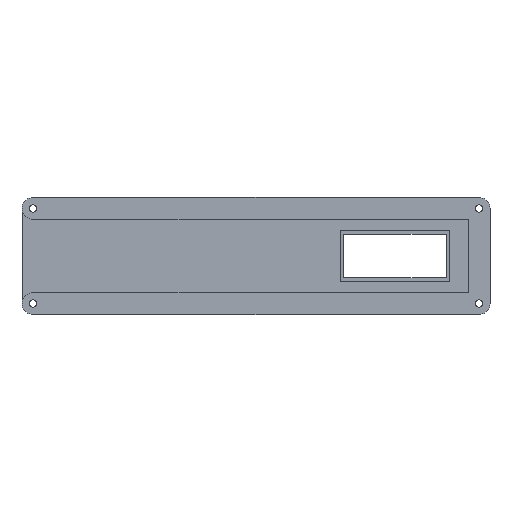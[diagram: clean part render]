
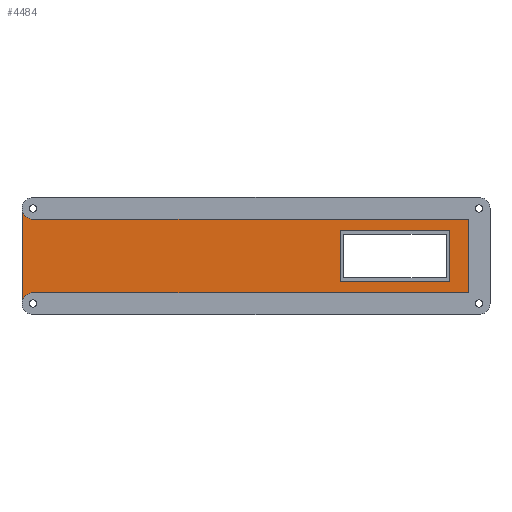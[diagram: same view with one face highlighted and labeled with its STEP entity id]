
A CAD part, front view. The second image highlights one B-rep face of the part: STEP entity #4484.
In plain terms, the highlighted planar face has unit normal (0, -1, 0).
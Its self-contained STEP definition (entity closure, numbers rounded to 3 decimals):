
#430=FACE_BOUND('',#1066,.T.);
#509=PLANE('',#4733);
#776=FACE_OUTER_BOUND('',#1065,.T.);
#1065=EDGE_LOOP('',(#4102,#4103,#4104,#4105,#4106,#4107));
#1066=EDGE_LOOP('',(#4108,#4109,#4110,#4111));
#1091=LINE('',#5628,#1437);
#1094=LINE('',#5633,#1440);
#1095=LINE('',#5635,#1441);
#1163=LINE('',#6086,#1509);
#1167=LINE('',#6094,#1513);
#1174=LINE('',#6107,#1520);
#1176=LINE('',#6110,#1522);
#1414=LINE('',#12125,#1760);
#1437=VECTOR('',#4808,10.);
#1440=VECTOR('',#4813,10.);
#1441=VECTOR('',#4816,10.);
#1509=VECTOR('',#4924,10.);
#1513=VECTOR('',#4930,10.);
#1520=VECTOR('',#4941,10.);
#1522=VECTOR('',#4945,10.);
#1760=VECTOR('',#5537,10.);
#1780=CIRCLE('',#4525,3.);
#1782=CIRCLE('',#4529,3.);
#1811=VERTEX_POINT('',#5607);
#1813=VERTEX_POINT('',#5613);
#1815=VERTEX_POINT('',#5619);
#1816=VERTEX_POINT('',#5623);
#1817=VERTEX_POINT('',#5627);
#1818=VERTEX_POINT('',#5631);
#1940=VERTEX_POINT('',#6084);
#1941=VERTEX_POINT('',#6085);
#1944=VERTEX_POINT('',#6093);
#1948=VERTEX_POINT('',#6106);
#2213=EDGE_CURVE('',#1811,#1813,#1780,.T.);
#2217=EDGE_CURVE('',#1816,#1815,#1782,.T.);
#2219=EDGE_CURVE('',#1817,#1816,#1091,.T.);
#2222=EDGE_CURVE('',#1813,#1818,#1094,.T.);
#2223=EDGE_CURVE('',#1818,#1817,#1095,.T.);
#2351=EDGE_CURVE('',#1940,#1941,#1163,.T.);
#2355=EDGE_CURVE('',#1944,#1940,#1167,.T.);
#2362=EDGE_CURVE('',#1941,#1948,#1174,.T.);
#2364=EDGE_CURVE('',#1948,#1944,#1176,.T.);
#2834=EDGE_CURVE('',#1811,#1815,#1414,.T.);
#4102=ORIENTED_EDGE('',*,*,#2217,.T.);
#4103=ORIENTED_EDGE('',*,*,#2834,.F.);
#4104=ORIENTED_EDGE('',*,*,#2213,.T.);
#4105=ORIENTED_EDGE('',*,*,#2222,.T.);
#4106=ORIENTED_EDGE('',*,*,#2223,.T.);
#4107=ORIENTED_EDGE('',*,*,#2219,.T.);
#4108=ORIENTED_EDGE('',*,*,#2355,.T.);
#4109=ORIENTED_EDGE('',*,*,#2351,.T.);
#4110=ORIENTED_EDGE('',*,*,#2362,.T.);
#4111=ORIENTED_EDGE('',*,*,#2364,.T.);
#4484=ADVANCED_FACE('',(#776,#430),#509,.F.);
#4525=AXIS2_PLACEMENT_3D('',#5615,#4793,#4794);
#4529=AXIS2_PLACEMENT_3D('',#5624,#4803,#4804);
#4733=AXIS2_PLACEMENT_3D('',#12124,#5535,#5536);
#4793=DIRECTION('center_axis',(0.,1.,0.));
#4794=DIRECTION('ref_axis',(-0.707,0.,0.707));
#4803=DIRECTION('center_axis',(0.,1.,0.));
#4804=DIRECTION('ref_axis',(-0.707,0.,-0.707));
#4808=DIRECTION('',(-1.,0.,0.));
#4813=DIRECTION('',(1.,0.,0.));
#4816=DIRECTION('',(0.,0.,1.));
#4924=DIRECTION('',(-1.,0.,0.));
#4930=DIRECTION('',(0.,0.,-1.));
#4941=DIRECTION('',(0.,0.,1.));
#4945=DIRECTION('',(1.,0.,0.));
#5535=DIRECTION('center_axis',(0.,1.,0.));
#5536=DIRECTION('ref_axis',(0.,0.,1.));
#5537=DIRECTION('',(0.,0.,1.));
#5607=CARTESIAN_POINT('',(-64.,6.2,-55.));
#5613=CARTESIAN_POINT('',(-61.,6.2,-52.));
#5615=CARTESIAN_POINT('Origin',(-61.,6.2,-55.));
#5619=CARTESIAN_POINT('',(-64.,6.2,-29.));
#5623=CARTESIAN_POINT('',(-61.,6.2,-32.));
#5624=CARTESIAN_POINT('Origin',(-61.,6.2,-29.));
#5627=CARTESIAN_POINT('',(58.,6.2,-32.));
#5628=CARTESIAN_POINT('',(0.,6.2,-32.));
#5631=CARTESIAN_POINT('',(58.,6.2,-52.));
#5633=CARTESIAN_POINT('',(0.,6.2,-52.));
#5635=CARTESIAN_POINT('',(58.,6.2,-41.875));
#6084=CARTESIAN_POINT('',(53.,6.2,-49.));
#6085=CARTESIAN_POINT('',(23.,6.2,-49.));
#6086=CARTESIAN_POINT('',(19.,6.2,-49.));
#6093=CARTESIAN_POINT('',(53.,6.2,-35.));
#6094=CARTESIAN_POINT('',(53.,6.2,-41.875));
#6106=CARTESIAN_POINT('',(23.,6.2,-35.));
#6107=CARTESIAN_POINT('',(23.,6.2,-41.875));
#6110=CARTESIAN_POINT('',(19.,6.2,-35.));
#12124=CARTESIAN_POINT('Origin',(0.,6.2,-41.75));
#12125=CARTESIAN_POINT('',(-64.,6.2,-41.75));
